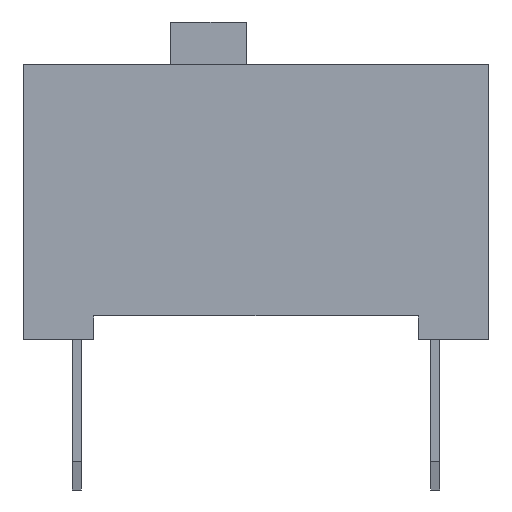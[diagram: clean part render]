
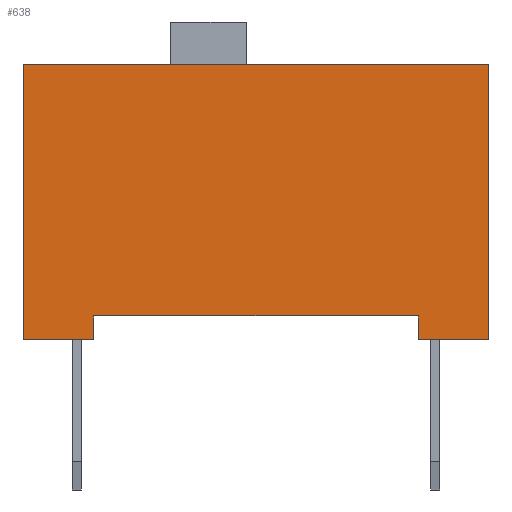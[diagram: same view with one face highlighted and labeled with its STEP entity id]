
A CAD part, left-side view. The second image highlights one B-rep face of the part: STEP entity #638.
In plain terms, the highlighted planar face has unit normal (-1, 0, 0).
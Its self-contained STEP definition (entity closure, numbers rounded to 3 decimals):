
#159 = VERTEX_POINT('',#160);
#160 = CARTESIAN_POINT('',(-2.4,0.36,0.5));
#166 = EDGE_CURVE('',#167,#159,#169,.T.);
#167 = VERTEX_POINT('',#168);
#168 = CARTESIAN_POINT('',(-2.4,7.26,0.5));
#169 = LINE('',#170,#171);
#170 = CARTESIAN_POINT('',(-2.4,6.285,0.5));
#171 = VECTOR('',#172,1.);
#172 = DIRECTION('',(0.,-1.,0.));
#409 = VERTEX_POINT('',#410);
#410 = CARTESIAN_POINT('',(-2.4,-1.14,0.));
#418 = EDGE_CURVE('',#409,#419,#421,.T.);
#419 = VERTEX_POINT('',#420);
#420 = CARTESIAN_POINT('',(-2.4,-1.14,5.85));
#421 = LINE('',#422,#423);
#422 = CARTESIAN_POINT('',(-2.4,-1.14,0.));
#423 = VECTOR('',#424,1.);
#424 = DIRECTION('',(0.,0.,1.));
#555 = VERTEX_POINT('',#556);
#556 = CARTESIAN_POINT('',(-2.4,8.76,5.85));
#562 = EDGE_CURVE('',#563,#555,#565,.T.);
#563 = VERTEX_POINT('',#564);
#564 = CARTESIAN_POINT('',(-2.4,8.76,0.));
#565 = LINE('',#566,#567);
#566 = CARTESIAN_POINT('',(-2.4,8.76,0.));
#567 = VECTOR('',#568,1.);
#568 = DIRECTION('',(0.,0.,1.));
#619 = VERTEX_POINT('',#620);
#620 = CARTESIAN_POINT('',(-2.4,7.26,0.));
#628 = EDGE_CURVE('',#167,#619,#629,.T.);
#629 = LINE('',#630,#631);
#630 = CARTESIAN_POINT('',(-2.4,7.26,0.));
#631 = VECTOR('',#632,1.);
#632 = DIRECTION('',(0.,0.,-1.));
#638 = ADVANCED_FACE('',(#639),#671,.F.);
#639 = FACE_BOUND('',#640,.F.);
#640 = EDGE_LOOP('',(#641,#647,#648,#654,#655,#663,#669,#670));
#641 = ORIENTED_EDGE('',*,*,#642,.F.);
#642 = EDGE_CURVE('',#563,#619,#643,.T.);
#643 = LINE('',#644,#645);
#644 = CARTESIAN_POINT('',(-2.4,8.76,0.));
#645 = VECTOR('',#646,1.);
#646 = DIRECTION('',(0.,-1.,0.));
#647 = ORIENTED_EDGE('',*,*,#562,.T.);
#648 = ORIENTED_EDGE('',*,*,#649,.T.);
#649 = EDGE_CURVE('',#555,#419,#650,.T.);
#650 = LINE('',#651,#652);
#651 = CARTESIAN_POINT('',(-2.4,8.76,5.85));
#652 = VECTOR('',#653,1.);
#653 = DIRECTION('',(0.,-1.,0.));
#654 = ORIENTED_EDGE('',*,*,#418,.F.);
#655 = ORIENTED_EDGE('',*,*,#656,.F.);
#656 = EDGE_CURVE('',#657,#409,#659,.T.);
#657 = VERTEX_POINT('',#658);
#658 = CARTESIAN_POINT('',(-2.4,0.36,0.));
#659 = LINE('',#660,#661);
#660 = CARTESIAN_POINT('',(-2.4,8.76,0.));
#661 = VECTOR('',#662,1.);
#662 = DIRECTION('',(0.,-1.,0.));
#663 = ORIENTED_EDGE('',*,*,#664,.T.);
#664 = EDGE_CURVE('',#657,#159,#665,.T.);
#665 = LINE('',#666,#667);
#666 = CARTESIAN_POINT('',(-2.4,0.36,0.));
#667 = VECTOR('',#668,1.);
#668 = DIRECTION('',(0.,0.,1.));
#669 = ORIENTED_EDGE('',*,*,#166,.F.);
#670 = ORIENTED_EDGE('',*,*,#628,.T.);
#671 = PLANE('',#672);
#672 = AXIS2_PLACEMENT_3D('',#673,#674,#675);
#673 = CARTESIAN_POINT('',(-2.4,8.76,0.));
#674 = DIRECTION('',(1.,0.,0.));
#675 = DIRECTION('',(0.,-1.,0.));
